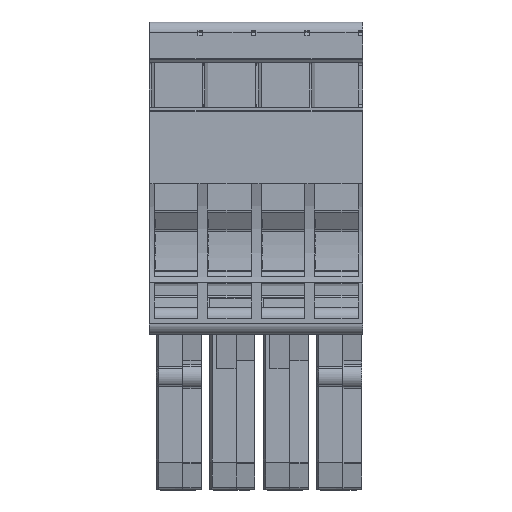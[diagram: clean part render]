
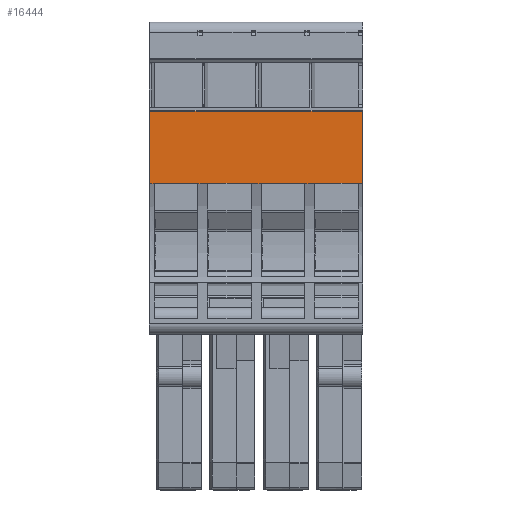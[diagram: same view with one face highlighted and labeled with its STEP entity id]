
A CAD part, front view. The second image highlights one B-rep face of the part: STEP entity #16444.
In plain terms, the highlighted planar face has unit normal (0, -1, 0).
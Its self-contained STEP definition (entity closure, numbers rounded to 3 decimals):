
#10586=AXIS2_PLACEMENT_3D('Plane Axis2P3D',#10583,#10584,#10585) ;
#10583=CARTESIAN_POINT('Axis2P3D Location',(2.8,0.,29.24)) ;
#14228=CARTESIAN_POINT('Vertex',(0.05,0.,29.24)) ;
#14231=CARTESIAN_POINT('Line Origine',(0.05,0.,32.691)) ;
#14235=CARTESIAN_POINT('Vertex',(0.05,0.,36.142)) ;
#14308=CARTESIAN_POINT('Line Origine',(2.55,0.,36.142)) ;
#14312=CARTESIAN_POINT('Vertex',(5.15,0.,36.142)) ;
#15743=CARTESIAN_POINT('Line Origine',(2.575,0.,29.25)) ;
#15747=CARTESIAN_POINT('Vertex',(4.65,0.,29.25)) ;
#15749=CARTESIAN_POINT('Vertex',(0.5,0.,29.25)) ;
#16191=CARTESIAN_POINT('Vertex',(20.4,0.,29.24)) ;
#16194=CARTESIAN_POINT('Line Origine',(2.55,0.,29.24)) ;
#16198=CARTESIAN_POINT('Vertex',(19.95,0.,29.24)) ;
#16219=CARTESIAN_POINT('Vertex',(15.8,0.,29.24)) ;
#16222=CARTESIAN_POINT('Line Origine',(2.55,0.,29.24)) ;
#16226=CARTESIAN_POINT('Vertex',(14.85,0.,29.24)) ;
#16247=CARTESIAN_POINT('Vertex',(10.7,0.,29.24)) ;
#16250=CARTESIAN_POINT('Line Origine',(2.55,0.,29.24)) ;
#16254=CARTESIAN_POINT('Vertex',(9.75,0.,29.24)) ;
#16275=CARTESIAN_POINT('Vertex',(5.6,0.,29.24)) ;
#16278=CARTESIAN_POINT('Line Origine',(2.55,0.,29.24)) ;
#16282=CARTESIAN_POINT('Vertex',(4.65,0.,29.24)) ;
#16294=CARTESIAN_POINT('Vertex',(0.5,0.,29.24)) ;
#16297=CARTESIAN_POINT('Line Origine',(2.55,0.,29.24)) ;
#16326=CARTESIAN_POINT('Line Origine',(12.8,0.,36.142)) ;
#16330=CARTESIAN_POINT('Vertex',(10.25,0.,36.142)) ;
#16332=CARTESIAN_POINT('Vertex',(15.35,0.,36.142)) ;
#16335=CARTESIAN_POINT('Line Origine',(7.7,0.,36.142)) ;
#16340=CARTESIAN_POINT('Line Origine',(0.5,0.,29.245)) ;
#16345=CARTESIAN_POINT('Line Origine',(4.65,0.,29.245)) ;
#16350=CARTESIAN_POINT('Line Origine',(5.6,0.,29.245)) ;
#16354=CARTESIAN_POINT('Vertex',(5.6,0.,29.25)) ;
#16357=CARTESIAN_POINT('Line Origine',(7.675,0.,29.25)) ;
#16361=CARTESIAN_POINT('Vertex',(9.75,0.,29.25)) ;
#16364=CARTESIAN_POINT('Line Origine',(9.75,0.,29.245)) ;
#16369=CARTESIAN_POINT('Line Origine',(10.7,0.,29.245)) ;
#16373=CARTESIAN_POINT('Vertex',(10.7,0.,29.25)) ;
#16376=CARTESIAN_POINT('Line Origine',(12.775,0.,29.25)) ;
#16380=CARTESIAN_POINT('Vertex',(14.85,0.,29.25)) ;
#16383=CARTESIAN_POINT('Line Origine',(14.85,0.,29.245)) ;
#16388=CARTESIAN_POINT('Line Origine',(15.8,0.,29.245)) ;
#16392=CARTESIAN_POINT('Vertex',(15.8,0.,29.25)) ;
#16395=CARTESIAN_POINT('Line Origine',(17.875,0.,29.25)) ;
#16399=CARTESIAN_POINT('Vertex',(19.95,0.,29.25)) ;
#16402=CARTESIAN_POINT('Line Origine',(19.95,0.,29.245)) ;
#16407=CARTESIAN_POINT('Line Origine',(20.4,0.,32.691)) ;
#16411=CARTESIAN_POINT('Vertex',(20.4,0.,36.142)) ;
#16414=CARTESIAN_POINT('Line Origine',(17.875,0.,36.142)) ;
#10584=DIRECTION('Axis2P3D Direction',(0.,1.,0.)) ;
#10585=DIRECTION('Axis2P3D XDirection',(0.,0.,1.)) ;
#14232=DIRECTION('Vector Direction',(0.,0.,-1.)) ;
#14309=DIRECTION('Vector Direction',(1.,0.,0.)) ;
#15744=DIRECTION('Vector Direction',(-1.,0.,0.)) ;
#16195=DIRECTION('Vector Direction',(-1.,0.,0.)) ;
#16223=DIRECTION('Vector Direction',(-1.,0.,0.)) ;
#16251=DIRECTION('Vector Direction',(-1.,0.,0.)) ;
#16279=DIRECTION('Vector Direction',(-1.,0.,0.)) ;
#16298=DIRECTION('Vector Direction',(-1.,0.,0.)) ;
#16327=DIRECTION('Vector Direction',(1.,0.,0.)) ;
#16336=DIRECTION('Vector Direction',(-1.,0.,0.)) ;
#16341=DIRECTION('Vector Direction',(0.,0.,-1.)) ;
#16346=DIRECTION('Vector Direction',(0.,0.,1.)) ;
#16351=DIRECTION('Vector Direction',(0.,0.,-1.)) ;
#16358=DIRECTION('Vector Direction',(-1.,0.,0.)) ;
#16365=DIRECTION('Vector Direction',(0.,0.,1.)) ;
#16370=DIRECTION('Vector Direction',(0.,0.,-1.)) ;
#16377=DIRECTION('Vector Direction',(-1.,0.,0.)) ;
#16384=DIRECTION('Vector Direction',(0.,0.,1.)) ;
#16389=DIRECTION('Vector Direction',(0.,0.,-1.)) ;
#16396=DIRECTION('Vector Direction',(-1.,0.,0.)) ;
#16403=DIRECTION('Vector Direction',(0.,0.,1.)) ;
#16408=DIRECTION('Vector Direction',(0.,0.,1.)) ;
#16415=DIRECTION('Vector Direction',(1.,0.,0.)) ;
#14233=VECTOR('Line Direction',#14232,1.) ;
#14310=VECTOR('Line Direction',#14309,1.) ;
#15745=VECTOR('Line Direction',#15744,1.) ;
#16196=VECTOR('Line Direction',#16195,1.) ;
#16224=VECTOR('Line Direction',#16223,1.) ;
#16252=VECTOR('Line Direction',#16251,1.) ;
#16280=VECTOR('Line Direction',#16279,1.) ;
#16299=VECTOR('Line Direction',#16298,1.) ;
#16328=VECTOR('Line Direction',#16327,1.) ;
#16337=VECTOR('Line Direction',#16336,1.) ;
#16342=VECTOR('Line Direction',#16341,1.) ;
#16347=VECTOR('Line Direction',#16346,1.) ;
#16352=VECTOR('Line Direction',#16351,1.) ;
#16359=VECTOR('Line Direction',#16358,1.) ;
#16366=VECTOR('Line Direction',#16365,1.) ;
#16371=VECTOR('Line Direction',#16370,1.) ;
#16378=VECTOR('Line Direction',#16377,1.) ;
#16385=VECTOR('Line Direction',#16384,1.) ;
#16390=VECTOR('Line Direction',#16389,1.) ;
#16397=VECTOR('Line Direction',#16396,1.) ;
#16404=VECTOR('Line Direction',#16403,1.) ;
#16409=VECTOR('Line Direction',#16408,1.) ;
#16416=VECTOR('Line Direction',#16415,1.) ;
#16420=ORIENTED_EDGE('',*,*,#16334,.F.) ;
#16421=ORIENTED_EDGE('',*,*,#16339,.T.) ;
#16422=ORIENTED_EDGE('',*,*,#14314,.T.) ;
#16423=ORIENTED_EDGE('',*,*,#14237,.T.) ;
#16424=ORIENTED_EDGE('',*,*,#16301,.T.) ;
#16425=ORIENTED_EDGE('',*,*,#16344,.F.) ;
#16426=ORIENTED_EDGE('',*,*,#15751,.F.) ;
#16427=ORIENTED_EDGE('',*,*,#16349,.F.) ;
#16428=ORIENTED_EDGE('',*,*,#16284,.F.) ;
#16429=ORIENTED_EDGE('',*,*,#16356,.F.) ;
#16430=ORIENTED_EDGE('',*,*,#16363,.F.) ;
#16431=ORIENTED_EDGE('',*,*,#16368,.F.) ;
#16432=ORIENTED_EDGE('',*,*,#16256,.F.) ;
#16433=ORIENTED_EDGE('',*,*,#16375,.F.) ;
#16434=ORIENTED_EDGE('',*,*,#16382,.F.) ;
#16435=ORIENTED_EDGE('',*,*,#16387,.F.) ;
#16436=ORIENTED_EDGE('',*,*,#16228,.F.) ;
#16437=ORIENTED_EDGE('',*,*,#16394,.F.) ;
#16438=ORIENTED_EDGE('',*,*,#16401,.F.) ;
#16439=ORIENTED_EDGE('',*,*,#16406,.F.) ;
#16440=ORIENTED_EDGE('',*,*,#16200,.T.) ;
#16441=ORIENTED_EDGE('',*,*,#16413,.T.) ;
#16442=ORIENTED_EDGE('',*,*,#16418,.F.) ;
#16444=ADVANCED_FACE('PartBody',(#16443),#10587,.F.) ;
#14237=EDGE_CURVE('',#14236,#14229,#14234,.T.) ;
#14314=EDGE_CURVE('',#14313,#14236,#14311,.F.) ;
#15751=EDGE_CURVE('',#15748,#15750,#15746,.T.) ;
#16200=EDGE_CURVE('',#16199,#16192,#16197,.F.) ;
#16228=EDGE_CURVE('',#16220,#16227,#16225,.T.) ;
#16256=EDGE_CURVE('',#16248,#16255,#16253,.T.) ;
#16284=EDGE_CURVE('',#16276,#16283,#16281,.T.) ;
#16301=EDGE_CURVE('',#14229,#16295,#16300,.F.) ;
#16334=EDGE_CURVE('',#16331,#16333,#16329,.T.) ;
#16339=EDGE_CURVE('',#16331,#14313,#16338,.T.) ;
#16344=EDGE_CURVE('',#15750,#16295,#16343,.T.) ;
#16349=EDGE_CURVE('',#16283,#15748,#16348,.T.) ;
#16356=EDGE_CURVE('',#16355,#16276,#16353,.T.) ;
#16363=EDGE_CURVE('',#16362,#16355,#16360,.T.) ;
#16368=EDGE_CURVE('',#16255,#16362,#16367,.T.) ;
#16375=EDGE_CURVE('',#16374,#16248,#16372,.T.) ;
#16382=EDGE_CURVE('',#16381,#16374,#16379,.T.) ;
#16387=EDGE_CURVE('',#16227,#16381,#16386,.T.) ;
#16394=EDGE_CURVE('',#16393,#16220,#16391,.T.) ;
#16401=EDGE_CURVE('',#16400,#16393,#16398,.T.) ;
#16406=EDGE_CURVE('',#16199,#16400,#16405,.T.) ;
#16413=EDGE_CURVE('',#16192,#16412,#16410,.T.) ;
#16418=EDGE_CURVE('',#16333,#16412,#16417,.T.) ;
#16419=EDGE_LOOP('',(#16420,#16421,#16422,#16423,#16424,#16425,#16426,#16427,#16428,#16429,#16430,#16431,#16432,#16433,#16434,#16435,#16436,#16437,#16438,#16439,#16440,#16441,#16442)) ;
#16443=FACE_OUTER_BOUND('',#16419,.T.) ;
#14234=LINE('Line',#14231,#14233) ;
#14311=LINE('Line',#14308,#14310) ;
#15746=LINE('Line',#15743,#15745) ;
#16197=LINE('Line',#16194,#16196) ;
#16225=LINE('Line',#16222,#16224) ;
#16253=LINE('Line',#16250,#16252) ;
#16281=LINE('Line',#16278,#16280) ;
#16300=LINE('Line',#16297,#16299) ;
#16329=LINE('Line',#16326,#16328) ;
#16338=LINE('Line',#16335,#16337) ;
#16343=LINE('Line',#16340,#16342) ;
#16348=LINE('Line',#16345,#16347) ;
#16353=LINE('Line',#16350,#16352) ;
#16360=LINE('Line',#16357,#16359) ;
#16367=LINE('Line',#16364,#16366) ;
#16372=LINE('Line',#16369,#16371) ;
#16379=LINE('Line',#16376,#16378) ;
#16386=LINE('Line',#16383,#16385) ;
#16391=LINE('Line',#16388,#16390) ;
#16398=LINE('Line',#16395,#16397) ;
#16405=LINE('Line',#16402,#16404) ;
#16410=LINE('Line',#16407,#16409) ;
#16417=LINE('Line',#16414,#16416) ;
#10587=PLANE('',#10586) ;
#14229=VERTEX_POINT('',#14228) ;
#14236=VERTEX_POINT('',#14235) ;
#14313=VERTEX_POINT('',#14312) ;
#15748=VERTEX_POINT('',#15747) ;
#15750=VERTEX_POINT('',#15749) ;
#16192=VERTEX_POINT('',#16191) ;
#16199=VERTEX_POINT('',#16198) ;
#16220=VERTEX_POINT('',#16219) ;
#16227=VERTEX_POINT('',#16226) ;
#16248=VERTEX_POINT('',#16247) ;
#16255=VERTEX_POINT('',#16254) ;
#16276=VERTEX_POINT('',#16275) ;
#16283=VERTEX_POINT('',#16282) ;
#16295=VERTEX_POINT('',#16294) ;
#16331=VERTEX_POINT('',#16330) ;
#16333=VERTEX_POINT('',#16332) ;
#16355=VERTEX_POINT('',#16354) ;
#16362=VERTEX_POINT('',#16361) ;
#16374=VERTEX_POINT('',#16373) ;
#16381=VERTEX_POINT('',#16380) ;
#16393=VERTEX_POINT('',#16392) ;
#16400=VERTEX_POINT('',#16399) ;
#16412=VERTEX_POINT('',#16411) ;
